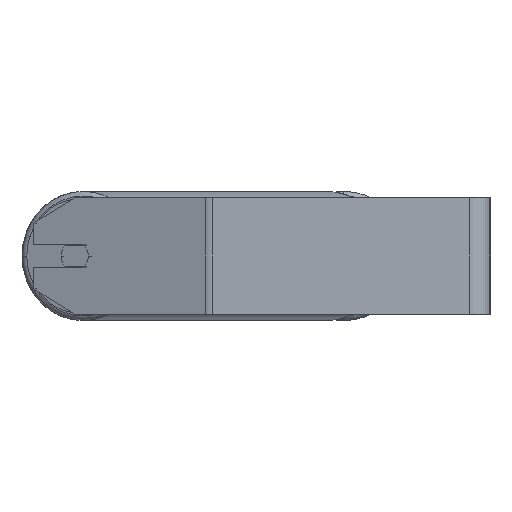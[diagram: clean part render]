
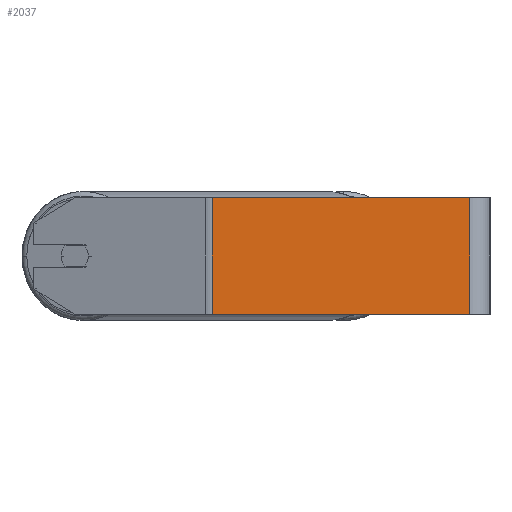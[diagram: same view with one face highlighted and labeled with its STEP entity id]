
A CAD part, left-side view. The second image highlights one B-rep face of the part: STEP entity #2037.
In plain terms, the highlighted planar face has unit normal (-1, 0, 0).
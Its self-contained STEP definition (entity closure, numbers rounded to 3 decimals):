
#88 = CARTESIAN_POINT ( 'NONE',  ( -800., 193.616, 40. ) ) ;
#191 = ORIENTED_EDGE ( 'NONE', *, *, #4635, .T. ) ;
#276 = VECTOR ( 'NONE', #3402, 1000. ) ;
#496 = CARTESIAN_POINT ( 'NONE',  ( -800., 191.147, 40. ) ) ;
#829 = DIRECTION ( 'NONE',  ( 0., -1., 0. ) ) ;
#862 = CARTESIAN_POINT ( 'NONE',  ( -800., 193.616, 40. ) ) ;
#1908 = LINE ( 'NONE', #7295, #5408 ) ;
#2037 = ADVANCED_FACE ( 'NONE', ( #5728 ), #3645, .F. ) ;
#2406 = ORIENTED_EDGE ( 'NONE', *, *, #6211, .F. ) ;
#2660 = LINE ( 'NONE', #496, #6935 ) ;
#2754 = VERTEX_POINT ( 'NONE', #8236 ) ;
#2823 = VERTEX_POINT ( 'NONE', #6775 ) ;
#2860 = LINE ( 'NONE', #4810, #276 ) ;
#3009 = ORIENTED_EDGE ( 'NONE', *, *, #5097, .F. ) ;
#3109 = EDGE_CURVE ( 'NONE', #5797, #3633, #2860, .T. ) ;
#3402 = DIRECTION ( 'NONE',  ( 0., -1., 0. ) ) ;
#3633 = VERTEX_POINT ( 'NONE', #8339 ) ;
#3645 = PLANE ( 'NONE',  #5764 ) ;
#4028 = DIRECTION ( 'NONE',  ( 0., 0., -1. ) ) ;
#4635 = EDGE_CURVE ( 'NONE', #2754, #5797, #2660, .T. ) ;
#4810 = CARTESIAN_POINT ( 'NONE',  ( -800., 193.616, -40. ) ) ;
#5097 = EDGE_CURVE ( 'NONE', #2754, #2823, #5610, .T. ) ;
#5180 = DIRECTION ( 'NONE',  ( 0., 0., -1. ) ) ;
#5396 = VECTOR ( 'NONE', #829, 1000. ) ;
#5408 = VECTOR ( 'NONE', #4028, 1000. ) ;
#5610 = LINE ( 'NONE', #88, #5396 ) ;
#5728 = FACE_OUTER_BOUND ( 'NONE', #8532, .T. ) ;
#5764 = AXIS2_PLACEMENT_3D ( 'NONE', #862, #6224, #7636 ) ;
#5797 = VERTEX_POINT ( 'NONE', #8562 ) ;
#6211 = EDGE_CURVE ( 'NONE', #2823, #3633, #1908, .T. ) ;
#6224 = DIRECTION ( 'NONE',  ( 1., 0., 0. ) ) ;
#6775 = CARTESIAN_POINT ( 'NONE',  ( -800., 14., 40. ) ) ;
#6935 = VECTOR ( 'NONE', #5180, 1000. ) ;
#7295 = CARTESIAN_POINT ( 'NONE',  ( -800., 14., 40. ) ) ;
#7636 = DIRECTION ( 'NONE',  ( 0., 0., -1. ) ) ;
#7974 = ORIENTED_EDGE ( 'NONE', *, *, #3109, .T. ) ;
#8236 = CARTESIAN_POINT ( 'NONE',  ( -800., 191.147, 40. ) ) ;
#8339 = CARTESIAN_POINT ( 'NONE',  ( -800., 14., -40. ) ) ;
#8532 = EDGE_LOOP ( 'NONE', ( #7974, #2406, #3009, #191 ) ) ;
#8562 = CARTESIAN_POINT ( 'NONE',  ( -800., 191.147, -40. ) ) ;
